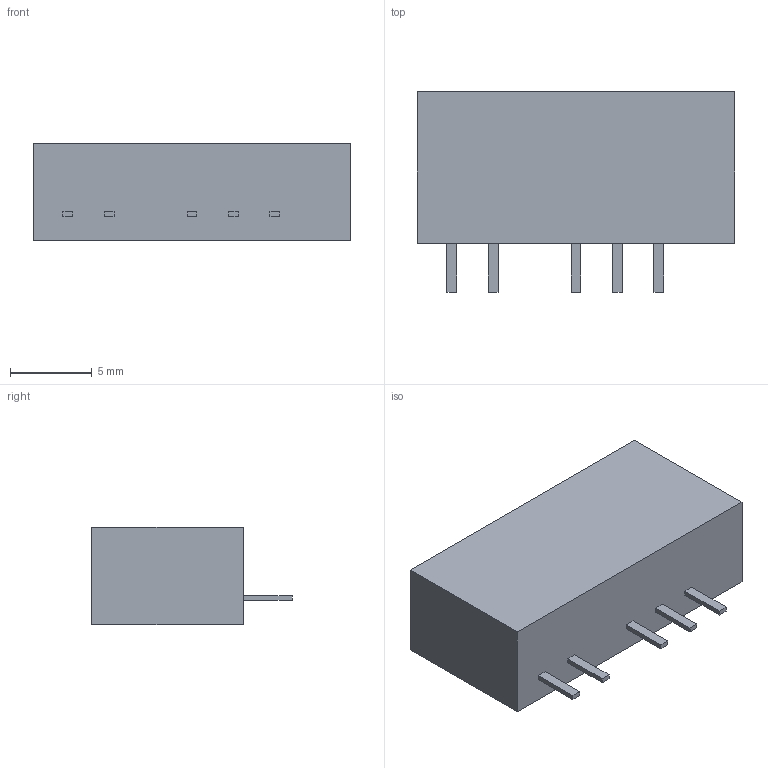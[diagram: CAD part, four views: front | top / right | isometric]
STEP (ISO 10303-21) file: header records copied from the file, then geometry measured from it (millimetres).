
FILE_DESCRIPTION (( 'STEP AP214' ), '1' );
FILE_NAME ('DC_DC Mornsun.STEP', '2023-06-17T23:04:00', ( '' ), ( '' ), 'SwSTEP 2.0', 'SolidWorks 2019', '' );
FILE_SCHEMA (( 'AUTOMOTIVE_DESIGN' ));
Length unit declared in the file: millimetre
Products named in the file (1): DC_DC Mornsun
Bounding box: 19.5 x 12.3 x 6 mm (x, y, z)
Volume: 1090.8 mm3; surface area: 735.3 mm2
Topology: 1 solids, 1 shells, 31 faces, 72 edges, 48 vertices
Faces by surface type: plane 31
Entity records: 1241 total; most frequent: CARTESIAN_POINT 152, ORIENTED_EDGE 144, DIRECTION 136, EDGE_CURVE 72, LINE 72, VECTOR 72, VERTEX_POINT 48, EDGE_LOOP 36
